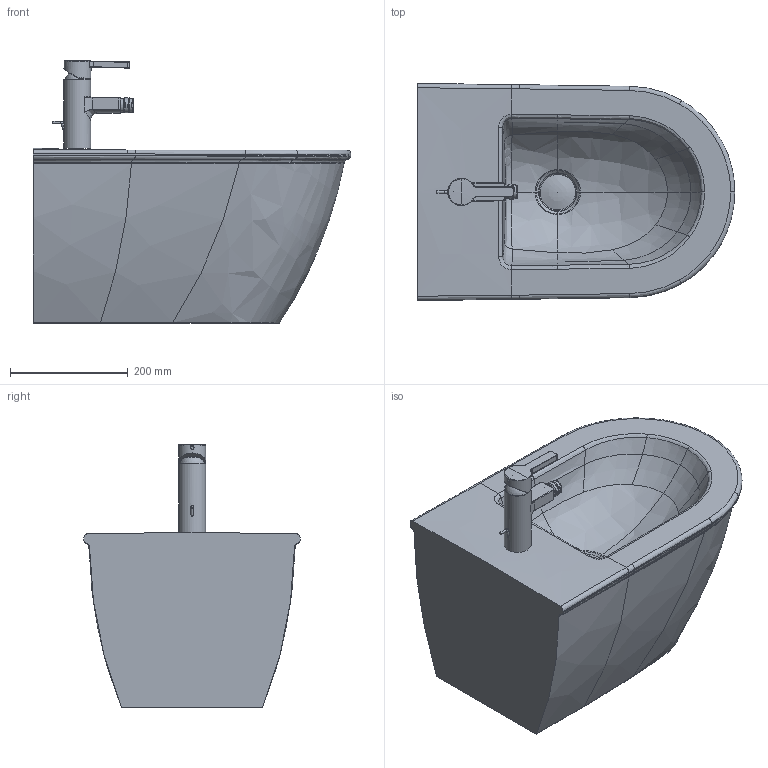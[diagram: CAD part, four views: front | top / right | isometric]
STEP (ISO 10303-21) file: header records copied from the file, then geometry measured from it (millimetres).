
FILE_DESCRIPTION((''),'2;1');
FILE_NAME('224915.stp','2011-05-18T18:27:02',('Administrator'),(''),'Autodesk Inventor 2011','Autodesk Inventor 2011','');
FILE_SCHEMA(('AUTOMOTIVE_DESIGN { 1 0 10303 214 1 1 1 1 }'));
Length unit declared in the file: millimetre
Products named in the file (12): 224915; Kelch; Stopfen; Armatur Bidet 224915; Hebel; Gehäuse Bidetarmatur; Gleitring; Fassung Neoperl; Ring Neoperl; Griff; Neoperl
Assembly tree (11 placements, depth 3):
  224915
    224915
    Kelch
    Stopfen
    Armatur Bidet 224915
      Hebel
      Gehäuse Bidetarmatur
      Gleitring
      Fassung Neoperl
      Ring Neoperl
      Griff
      Neoperl
Bounding box: 540 x 368 x 447.2 mm (x, y, z)
Volume: 35575523.7 mm3; surface area: 851150.6 mm2
Topology: 3 solids, 11 shells, 515 faces, 1835 edges, 1227 vertices
Faces by surface type: plane 261, bspline 145, cylinder 71, torus 23, cone 13, sphere 2
Full cylindrical faces by diameter (mm): 1.039 x1, 4 x2, 4.3 x1, 5.2 x1, 5.5 x1, 10.5 x1, 12.5 x1, 13.905 x1, 17 x1, 17.773 x1, 18 x1, 20.1 x1, 22.55 x1, 23.6 x1, 24.3 x1, 24.5 x1, 25 x1, 25.5 x1, 35 x1, 42 x1, 44 x1, 46 x2, 60 x1
Entity records: 48747 total; most frequent: CARTESIAN_POINT 33535, ORIENTED_EDGE 2998, DIRECTION 2811, EDGE_CURVE 1766, VERTEX_POINT 1203, AXIS2_PLACEMENT_3D 977, VECTOR 857, LINE 857
